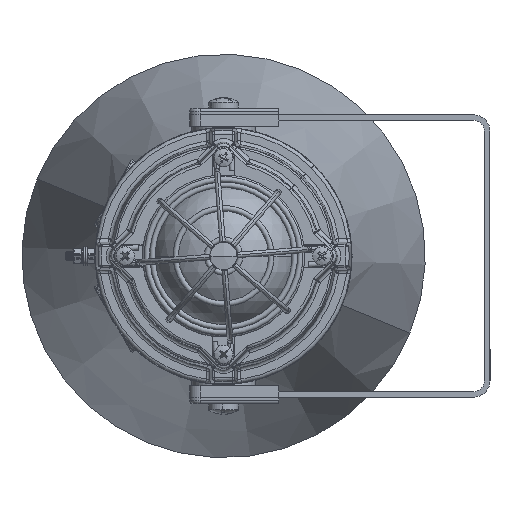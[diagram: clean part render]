
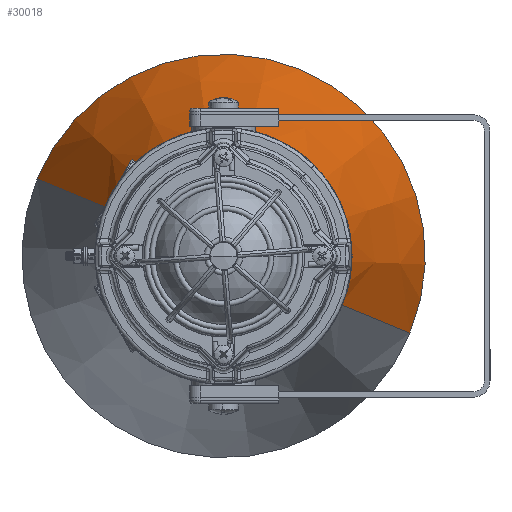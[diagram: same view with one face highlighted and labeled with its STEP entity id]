
A CAD part, left-side view. The second image highlights one B-rep face of the part: STEP entity #30018.
In plain terms, the highlighted conical face has half-angle 15.149 degrees and reference radius 109.781 mm.
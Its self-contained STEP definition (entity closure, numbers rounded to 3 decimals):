
#218 = VECTOR ( 'NONE', #24515, 1000. ) ;
#2735 = CARTESIAN_POINT ( 'NONE',  ( 306.941, 0., 0. ) ) ;
#7046 = DIRECTION ( 'NONE',  ( 0., 0.924, 0.382 ) ) ;
#7911 = ORIENTED_EDGE ( 'NONE', *, *, #49686, .T. ) ;
#9813 = CIRCLE ( 'NONE', #52858, 109.781 ) ;
#10246 = CARTESIAN_POINT ( 'NONE',  ( 156., 63.694, 26.316 ) ) ;
#11314 = CARTESIAN_POINT ( 'NONE',  ( 306.941, 101.463, 41.92 ) ) ;
#11659 = LINE ( 'NONE', #20214, #218 ) ;
#11972 = VERTEX_POINT ( 'NONE', #10246 ) ;
#12218 = VECTOR ( 'NONE', #28395, 1000. ) ;
#14417 = CARTESIAN_POINT ( 'NONE',  ( 306.941, 101.463, 41.92 ) ) ;
#14960 = CONICAL_SURFACE ( 'NONE', #41962, 109.781, 0.264 ) ;
#15111 = VERTEX_POINT ( 'NONE', #14417 ) ;
#17660 = CARTESIAN_POINT ( 'NONE',  ( 306.941, 0., 0. ) ) ;
#20214 = CARTESIAN_POINT ( 'NONE',  ( 306.941, -101.463, -41.92 ) ) ;
#21884 = ORIENTED_EDGE ( 'NONE', *, *, #40829, .T. ) ;
#22255 = DIRECTION ( 'NONE',  ( -1., 0., 0. ) ) ;
#23576 = LINE ( 'NONE', #11314, #12218 ) ;
#24515 = DIRECTION ( 'NONE',  ( 0.965, -0.242, -0.1 ) ) ;
#26614 = CARTESIAN_POINT ( 'NONE',  ( 156., -63.694, -26.316 ) ) ;
#27654 = VERTEX_POINT ( 'NONE', #26614 ) ;
#28256 = VERTEX_POINT ( 'NONE', #44293 ) ;
#28395 = DIRECTION ( 'NONE',  ( 0.965, 0.242, 0.1 ) ) ;
#30006 = ORIENTED_EDGE ( 'NONE', *, *, #51394, .F. ) ;
#30018 = ADVANCED_FACE ( 'NONE', ( #54327 ), #14960, .T. ) ;
#32586 = DIRECTION ( 'NONE',  ( -1., 0., 0. ) ) ;
#35391 = EDGE_LOOP ( 'NONE', ( #53082, #30006, #21884, #7911 ) ) ;
#35426 = AXIS2_PLACEMENT_3D ( 'NONE', #47765, #22255, #52078 ) ;
#36823 = EDGE_CURVE ( 'NONE', #11972, #15111, #23576, .T. ) ;
#40829 = EDGE_CURVE ( 'NONE', #27654, #28256, #11659, .T. ) ;
#41962 = AXIS2_PLACEMENT_3D ( 'NONE', #17660, #43189, #43378 ) ;
#43189 = DIRECTION ( 'NONE',  ( 1., 0., 0. ) ) ;
#43378 = DIRECTION ( 'NONE',  ( 0., -0.924, -0.382 ) ) ;
#44293 = CARTESIAN_POINT ( 'NONE',  ( 306.941, -101.463, -41.92 ) ) ;
#47765 = CARTESIAN_POINT ( 'NONE',  ( 156., 0., 0. ) ) ;
#49686 = EDGE_CURVE ( 'NONE', #28256, #15111, #9813, .T. ) ;
#51394 = EDGE_CURVE ( 'NONE', #27654, #11972, #53606, .T. ) ;
#52078 = DIRECTION ( 'NONE',  ( 0., 0.924, 0.382 ) ) ;
#52858 = AXIS2_PLACEMENT_3D ( 'NONE', #2735, #32586, #7046 ) ;
#53082 = ORIENTED_EDGE ( 'NONE', *, *, #36823, .F. ) ;
#53606 = CIRCLE ( 'NONE', #35426, 68.917 ) ;
#54327 = FACE_OUTER_BOUND ( 'NONE', #35391, .T. ) ;
